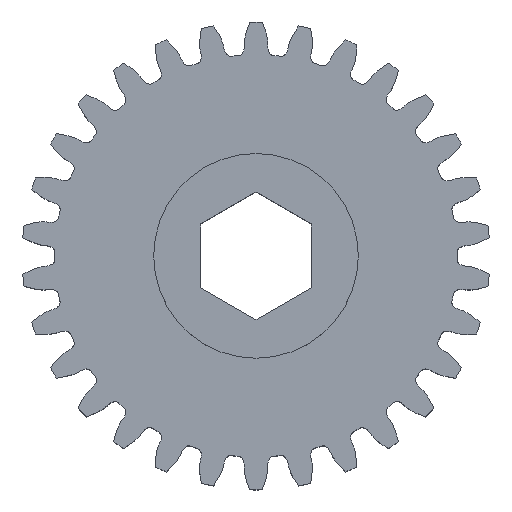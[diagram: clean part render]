
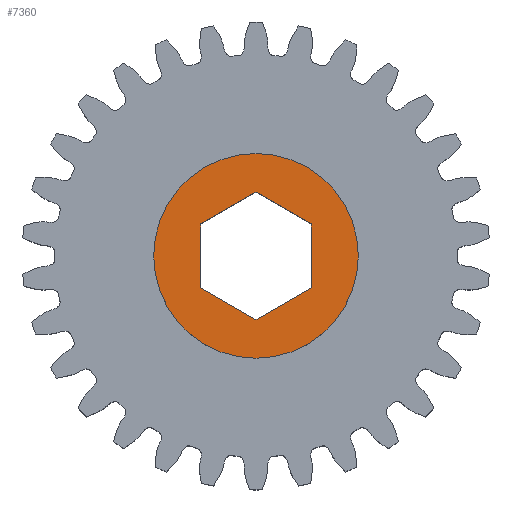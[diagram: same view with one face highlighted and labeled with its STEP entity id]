
A CAD part, top view. The second image highlights one B-rep face of the part: STEP entity #7360.
In plain terms, the highlighted planar face has unit normal (0, 0, 1).
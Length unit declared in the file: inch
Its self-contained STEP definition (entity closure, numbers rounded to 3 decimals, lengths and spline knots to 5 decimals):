
#145 = DIRECTION ( 'NONE',  ( 0., 0., 1. ) ) ;
#160 = CARTESIAN_POINT ( 'NONE',  ( -0.189, -0.10912, 0.249 ) ) ;
#261 = EDGE_CURVE ( 'NONE', #2926, #4359, #12239, .T. ) ;
#330 = CARTESIAN_POINT ( 'NONE',  ( 0., -0.21824, 0.249 ) ) ;
#616 = LINE ( 'NONE', #11925, #5839 ) ;
#669 = CARTESIAN_POINT ( 'NONE',  ( 0., 0.21824, 0.249 ) ) ;
#776 = VECTOR ( 'NONE', #7529, 39.37008 ) ;
#1075 = CARTESIAN_POINT ( 'NONE',  ( 0., 0., 0.249 ) ) ;
#1583 = VECTOR ( 'NONE', #6893, 39.37008 ) ;
#1723 = ORIENTED_EDGE ( 'NONE', *, *, #8243, .T. ) ;
#2126 = DIRECTION ( 'NONE',  ( 1., 0., 0. ) ) ;
#2258 = VECTOR ( 'NONE', #6563, 39.37008 ) ;
#2364 = CARTESIAN_POINT ( 'NONE',  ( 0.189, -0.10912, 0.249 ) ) ;
#2465 = DIRECTION ( 'NONE',  ( -0.866, 0.5, 0. ) ) ;
#2745 = DIRECTION ( 'NONE',  ( 0.866, 0.5, 0. ) ) ;
#2857 = PLANE ( 'NONE',  #2989 ) ;
#2926 = VERTEX_POINT ( 'NONE', #3274 ) ;
#2989 = AXIS2_PLACEMENT_3D ( 'NONE', #10038, #3893, #11062 ) ;
#3274 = CARTESIAN_POINT ( 'NONE',  ( 0.35, 0., 0.249 ) ) ;
#3513 = CARTESIAN_POINT ( 'NONE',  ( 0., 0.21824, 0.249 ) ) ;
#3704 = AXIS2_PLACEMENT_3D ( 'NONE', #1075, #8317, #2126 ) ;
#3893 = DIRECTION ( 'NONE',  ( 0., 0., 1. ) ) ;
#4037 = VECTOR ( 'NONE', #5572, 39.37008 ) ;
#4359 = VERTEX_POINT ( 'NONE', #6940 ) ;
#4718 = FACE_OUTER_BOUND ( 'NONE', #8485, .T. ) ;
#4780 = ORIENTED_EDGE ( 'NONE', *, *, #9692, .T. ) ;
#4897 = ORIENTED_EDGE ( 'NONE', *, *, #10724, .T. ) ;
#5370 = LINE ( 'NONE', #12656, #2258 ) ;
#5544 = CARTESIAN_POINT ( 'NONE',  ( 0.189, -0.10912, 0.249 ) ) ;
#5572 = DIRECTION ( 'NONE',  ( 0., -1., 0. ) ) ;
#5615 = VERTEX_POINT ( 'NONE', #160 ) ;
#5839 = VECTOR ( 'NONE', #2745, 39.37008 ) ;
#5995 = CIRCLE ( 'NONE', #3704, 0.35 ) ;
#6563 = DIRECTION ( 'NONE',  ( 0., 1., 0. ) ) ;
#6893 = DIRECTION ( 'NONE',  ( 0.866, -0.5, 0. ) ) ;
#6940 = CARTESIAN_POINT ( 'NONE',  ( -0.35, 0., 0.249 ) ) ;
#7208 = ORIENTED_EDGE ( 'NONE', *, *, #261, .T. ) ;
#7360 = ADVANCED_FACE ( 'NONE', ( #7767, #4718 ), #2857, .T. ) ;
#7450 = LINE ( 'NONE', #669, #1583 ) ;
#7529 = DIRECTION ( 'NONE',  ( -0.866, -0.5, 0. ) ) ;
#7767 = FACE_BOUND ( 'NONE', #9320, .T. ) ;
#8243 = EDGE_CURVE ( 'NONE', #12251, #10054, #616, .T. ) ;
#8317 = DIRECTION ( 'NONE',  ( 0., 0., 1. ) ) ;
#8460 = ORIENTED_EDGE ( 'NONE', *, *, #10534, .T. ) ;
#8485 = EDGE_LOOP ( 'NONE', ( #9264, #7208 ) ) ;
#8938 = ORIENTED_EDGE ( 'NONE', *, *, #10704, .T. ) ;
#9187 = VECTOR ( 'NONE', #2465, 39.37008 ) ;
#9264 = ORIENTED_EDGE ( 'NONE', *, *, #10202, .T. ) ;
#9320 = EDGE_LOOP ( 'NONE', ( #11816, #1723, #8460, #8938, #4780, #4897 ) ) ;
#9489 = CARTESIAN_POINT ( 'NONE',  ( -0.189, 0.10912, 0.249 ) ) ;
#9669 = CARTESIAN_POINT ( 'NONE',  ( 0.189, 0.10912, 0.249 ) ) ;
#9692 = EDGE_CURVE ( 'NONE', #10376, #10386, #12038, .T. ) ;
#9811 = LINE ( 'NONE', #11352, #4037 ) ;
#10038 = CARTESIAN_POINT ( 'NONE',  ( 0., 0., 0.249 ) ) ;
#10040 = AXIS2_PLACEMENT_3D ( 'NONE', #11472, #145, #11358 ) ;
#10054 = VERTEX_POINT ( 'NONE', #3513 ) ;
#10067 = VERTEX_POINT ( 'NONE', #9669 ) ;
#10202 = EDGE_CURVE ( 'NONE', #4359, #2926, #5995, .T. ) ;
#10369 = EDGE_CURVE ( 'NONE', #5615, #12251, #5370, .T. ) ;
#10376 = VERTEX_POINT ( 'NONE', #5544 ) ;
#10386 = VERTEX_POINT ( 'NONE', #330 ) ;
#10534 = EDGE_CURVE ( 'NONE', #10054, #10067, #7450, .T. ) ;
#10704 = EDGE_CURVE ( 'NONE', #10067, #10376, #9811, .T. ) ;
#10724 = EDGE_CURVE ( 'NONE', #10386, #5615, #11870, .T. ) ;
#11062 = DIRECTION ( 'NONE',  ( 1., 0., 0. ) ) ;
#11352 = CARTESIAN_POINT ( 'NONE',  ( 0.189, 0.10912, 0.249 ) ) ;
#11358 = DIRECTION ( 'NONE',  ( 1., 0., 0. ) ) ;
#11472 = CARTESIAN_POINT ( 'NONE',  ( 0., 0., 0.249 ) ) ;
#11816 = ORIENTED_EDGE ( 'NONE', *, *, #10369, .T. ) ;
#11870 = LINE ( 'NONE', #12684, #9187 ) ;
#11925 = CARTESIAN_POINT ( 'NONE',  ( -0.189, 0.10912, 0.249 ) ) ;
#12038 = LINE ( 'NONE', #2364, #776 ) ;
#12239 = CIRCLE ( 'NONE', #10040, 0.35 ) ;
#12251 = VERTEX_POINT ( 'NONE', #9489 ) ;
#12656 = CARTESIAN_POINT ( 'NONE',  ( -0.189, -0.10912, 0.249 ) ) ;
#12684 = CARTESIAN_POINT ( 'NONE',  ( 0., -0.21824, 0.249 ) ) ;
